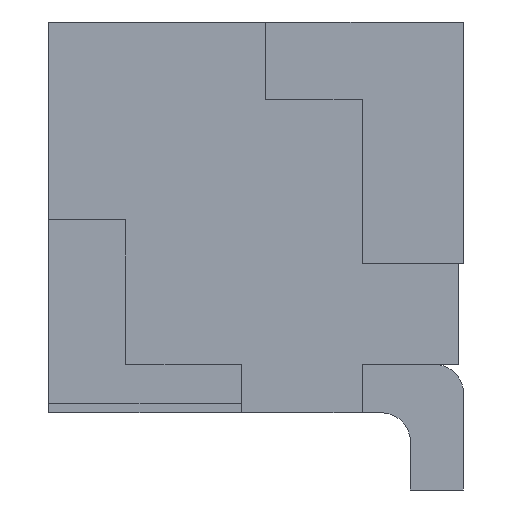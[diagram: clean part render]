
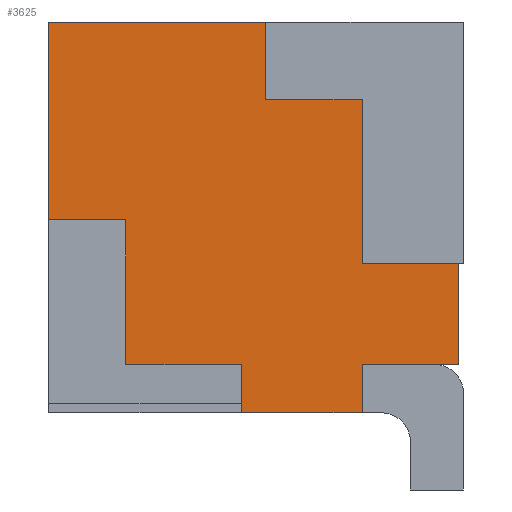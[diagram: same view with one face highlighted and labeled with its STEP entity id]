
A CAD part, left-side view. The second image highlights one B-rep face of the part: STEP entity #3625.
In plain terms, the highlighted planar face has unit normal (-1, 0, 0).
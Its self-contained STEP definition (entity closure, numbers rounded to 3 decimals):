
#2733=CARTESIAN_POINT('',(-3.5,0.0,-1.525));
#2734=VERTEX_POINT('',#2733);
#2735=CARTESIAN_POINT('',(-3.5,0.0,-0.475));
#2736=VERTEX_POINT('',#2735);
#2737=CARTESIAN_POINT('',(-3.5,0.0,2.025));
#2738=DIRECTION('',(0.0,0.0,1.0));
#2739=VECTOR('',#2738,1.0);
#2740=LINE('',#2737,#2739);
#2741=EDGE_CURVE('n� 2865',#2734,#2736,#2740,.T.);
#3245=CARTESIAN_POINT('',(-3.5,1.0,-2.025));
#3246=VERTEX_POINT('',#3245);
#3253=CARTESIAN_POINT('',(-3.5,2.25,-2.025));
#3254=VERTEX_POINT('',#3253);
#3255=CARTESIAN_POINT('',(-3.5,4.25,-2.025));
#3256=DIRECTION('',(0.0,-1.0,0.0));
#3257=VECTOR('',#3256,1.0);
#3258=LINE('',#3255,#3257);
#3259=EDGE_CURVE('n� 981',#3254,#3246,#3258,.T.);
#3495=CARTESIAN_POINT('',(-3.5,4.25,-0.025));
#3496=VERTEX_POINT('',#3495);
#3503=CARTESIAN_POINT('',(-3.5,4.25,2.025));
#3504=VERTEX_POINT('',#3503);
#3505=CARTESIAN_POINT('',(-3.5,4.25,2.025));
#3506=DIRECTION('',(0.0,0.0,1.0));
#3507=VECTOR('',#3506,1.0);
#3508=LINE('',#3505,#3507);
#3509=EDGE_CURVE('n� 978',#3496,#3504,#3508,.T.);
#3533=ORIENTED_EDGE('',*,*,#3259,.T.);
#3534=CARTESIAN_POINT('',(-3.5,1.0,-1.525));
#3535=VERTEX_POINT('',#3534);
#3536=CARTESIAN_POINT('',(-3.5,1.0,2.025));
#3537=DIRECTION('',(0.0,0.0,1.0));
#3538=VECTOR('',#3537,1.0);
#3539=LINE('',#3536,#3538);
#3540=EDGE_CURVE('n� 2881',#3246,#3535,#3539,.T.);
#3541=ORIENTED_EDGE('',*,*,#3540,.T.);
#3542=CARTESIAN_POINT('',(-3.5,4.25,-1.525));
#3543=DIRECTION('',(0.0,1.0,0.0));
#3544=VECTOR('',#3543,1.0);
#3545=LINE('',#3542,#3544);
#3546=EDGE_CURVE('n� 2938',#2734,#3535,#3545,.T.);
#3547=ORIENTED_EDGE('',*,*,#3546,.F.);
#3548=ORIENTED_EDGE('',*,*,#2741,.T.);
#3549=CARTESIAN_POINT('',(-3.5,1.0,-0.475));
#3550=VERTEX_POINT('',#3549);
#3551=CARTESIAN_POINT('',(-3.5,1.0,-0.475));
#3552=DIRECTION('',(0.0,1.0,0.0));
#3553=VECTOR('',#3552,1.0);
#3554=LINE('',#3551,#3553);
#3555=EDGE_CURVE('n� 2189',#2736,#3550,#3554,.T.);
#3556=ORIENTED_EDGE('',*,*,#3555,.T.);
#3557=CARTESIAN_POINT('',(-3.5,1.0,1.225));
#3558=VERTEX_POINT('',#3557);
#3559=CARTESIAN_POINT('',(-3.5,1.0,1.225));
#3560=DIRECTION('',(0.0,0.0,1.0));
#3561=VECTOR('',#3560,1.0);
#3562=LINE('',#3559,#3561);
#3563=EDGE_CURVE('n� 2186',#3550,#3558,#3562,.T.);
#3564=ORIENTED_EDGE('',*,*,#3563,.T.);
#3565=CARTESIAN_POINT('',(-3.5,2.0,1.225));
#3566=VERTEX_POINT('',#3565);
#3567=CARTESIAN_POINT('',(-3.5,2.0,1.225));
#3568=DIRECTION('',(0.0,1.0,0.0));
#3569=VECTOR('',#3568,1.0);
#3570=LINE('',#3567,#3569);
#3571=EDGE_CURVE('n� 2183',#3558,#3566,#3570,.T.);
#3572=ORIENTED_EDGE('',*,*,#3571,.T.);
#3573=CARTESIAN_POINT('',(-3.5,2.0,2.025));
#3574=VERTEX_POINT('',#3573);
#3575=CARTESIAN_POINT('',(-3.5,2.0,2.025));
#3576=DIRECTION('',(0.0,0.0,1.0));
#3577=VECTOR('',#3576,1.0);
#3578=LINE('',#3575,#3577);
#3579=EDGE_CURVE('n� 2180',#3566,#3574,#3578,.T.);
#3580=ORIENTED_EDGE('',*,*,#3579,.T.);
#3581=CARTESIAN_POINT('',(-3.5,4.25,2.025));
#3582=DIRECTION('',(0.0,-1.0,0.0));
#3583=VECTOR('',#3582,1.0);
#3584=LINE('',#3581,#3583);
#3585=EDGE_CURVE('n� 75',#3504,#3574,#3584,.T.);
#3586=ORIENTED_EDGE('',*,*,#3585,.F.);
#3587=ORIENTED_EDGE('',*,*,#3509,.F.);
#3588=CARTESIAN_POINT('',(-3.5,3.45,-0.025));
#3589=VERTEX_POINT('',#3588);
#3590=CARTESIAN_POINT('',(-3.5,3.45,-0.025));
#3591=DIRECTION('',(0.0,1.0,0.0));
#3592=VECTOR('',#3591,1.0);
#3593=LINE('',#3590,#3592);
#3594=EDGE_CURVE('n� 1046',#3589,#3496,#3593,.T.);
#3595=ORIENTED_EDGE('',*,*,#3594,.F.);
#3596=CARTESIAN_POINT('',(-3.5,3.45,-1.525));
#3597=VERTEX_POINT('',#3596);
#3598=CARTESIAN_POINT('',(-3.5,3.45,-1.525));
#3599=DIRECTION('',(0.0,0.0,1.0));
#3600=VECTOR('',#3599,1.0);
#3601=LINE('',#3598,#3600);
#3602=EDGE_CURVE('n� 1061',#3597,#3589,#3601,.T.);
#3603=ORIENTED_EDGE('',*,*,#3602,.F.);
#3604=CARTESIAN_POINT('',(-3.5,2.25,-1.525));
#3605=VERTEX_POINT('',#3604);
#3606=CARTESIAN_POINT('',(-3.5,2.25,-1.525));
#3607=DIRECTION('',(0.0,1.0,0.0));
#3608=VECTOR('',#3607,1.0);
#3609=LINE('',#3606,#3608);
#3610=EDGE_CURVE('n� 1058',#3605,#3597,#3609,.T.);
#3611=ORIENTED_EDGE('',*,*,#3610,.F.);
#3612=CARTESIAN_POINT('',(-3.5,2.25,-2.025));
#3613=DIRECTION('',(0.0,0.0,1.0));
#3614=VECTOR('',#3613,1.0);
#3615=LINE('',#3612,#3614);
#3616=EDGE_CURVE('n� 1055',#3254,#3605,#3615,.T.);
#3617=ORIENTED_EDGE('',*,*,#3616,.F.);
#3618=EDGE_LOOP('',(
    #3533,#3541,#3547,#3548,#3556,#3564,#3572,#3580,#3586,#3587,
    #3595,#3603,#3611,#3617));
#3619=FACE_OUTER_BOUND('',#3618,.T.);
#3620=CARTESIAN_POINT('',(-3.5,4.25,2.025));
#3621=DIRECTION('',(1.0,-0.0,0.0));
#3622=DIRECTION('',(0.0,0.0,-1.0));
#3623=AXIS2_PLACEMENT_3D('',#3620,#3621,#3622);
#3624=PLANE('',#3623);
#3625=ADVANCED_FACE('n� 81',(#3619),#3624,.F.);
